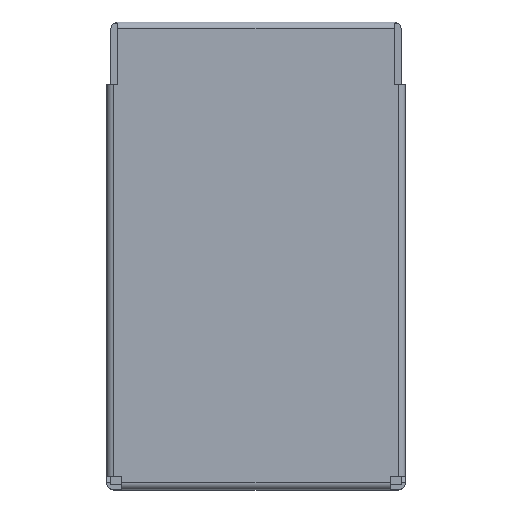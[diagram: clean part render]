
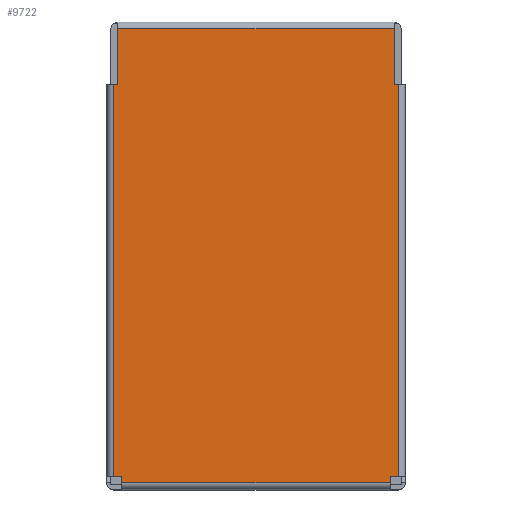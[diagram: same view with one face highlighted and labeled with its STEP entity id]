
A CAD part, top view. The second image highlights one B-rep face of the part: STEP entity #9722.
In plain terms, the highlighted planar face has unit normal (0, 0, 1).
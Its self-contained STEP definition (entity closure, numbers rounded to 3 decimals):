
#184=DIRECTION('',(1.,0.,0.));
#185=VECTOR('',#184,15.02);
#186=CARTESIAN_POINT('',(0.14,24.777,12.944));
#187=LINE('',#186,#185);
#188=DIRECTION('',(0.,-1.,0.));
#189=VECTOR('',#188,0.34);
#190=CARTESIAN_POINT('',(14.93,0.457,12.944));
#191=LINE('',#190,#189);
#214=DIRECTION('',(1.,0.,0.));
#215=VECTOR('',#214,0.45);
#216=CARTESIAN_POINT('',(14.93,0.457,12.944));
#217=LINE('',#216,#215);
#2355=DIRECTION('',(0.,1.,0.));
#2356=VECTOR('',#2355,3.015);
#2357=CARTESIAN_POINT('',(15.16,21.762,12.944));
#2358=LINE('',#2357,#2356);
#5068=DIRECTION('',(-1.,0.,0.));
#5069=VECTOR('',#5068,0.22);
#5070=CARTESIAN_POINT('',(15.38,21.762,12.944));
#5071=LINE('',#5070,#5069);
#5116=DIRECTION('',(0.,1.,0.));
#5117=VECTOR('',#5116,21.305);
#5118=CARTESIAN_POINT('',(15.38,0.457,12.944));
#5119=LINE('',#5118,#5117);
#6430=DIRECTION('',(1.,0.,0.));
#6431=VECTOR('',#6430,14.56);
#6432=CARTESIAN_POINT('',(0.37,0.117,12.944));
#6433=LINE('',#6432,#6431);
#6447=DIRECTION('',(0.,-1.,0.));
#6448=VECTOR('',#6447,0.34);
#6449=CARTESIAN_POINT('',(0.37,0.457,12.944));
#6450=LINE('',#6449,#6448);
#6481=DIRECTION('',(1.,0.,0.));
#6482=VECTOR('',#6481,0.45);
#6483=CARTESIAN_POINT('',(-0.08,0.457,12.944));
#6484=LINE('',#6483,#6482);
#6505=DIRECTION('',(-1.,0.,0.));
#6506=VECTOR('',#6505,0.22);
#6507=CARTESIAN_POINT('',(0.14,21.762,12.944));
#6508=LINE('',#6507,#6506);
#6559=DIRECTION('',(0.,-1.,0.));
#6560=VECTOR('',#6559,3.015);
#6561=CARTESIAN_POINT('',(0.14,24.777,12.944));
#6562=LINE('',#6561,#6560);
#6567=DIRECTION('',(0.,-1.,0.));
#6568=VECTOR('',#6567,21.305);
#6569=CARTESIAN_POINT('',(-0.08,21.762,12.944));
#6570=LINE('',#6569,#6568);
#7520=CARTESIAN_POINT('',(0.37,0.457,12.944));
#7521=CARTESIAN_POINT('',(0.37,0.117,12.944));
#7522=VERTEX_POINT('',#7520);
#7523=VERTEX_POINT('',#7521);
#7524=CARTESIAN_POINT('',(-0.08,0.457,12.944));
#7525=VERTEX_POINT('',#7524);
#7526=CARTESIAN_POINT('',(-0.08,21.762,12.944));
#7527=VERTEX_POINT('',#7526);
#7528=CARTESIAN_POINT('',(0.14,21.762,12.944));
#7529=VERTEX_POINT('',#7528);
#7530=CARTESIAN_POINT('',(0.14,24.777,12.944));
#7531=VERTEX_POINT('',#7530);
#7532=CARTESIAN_POINT('',(15.16,21.762,12.944));
#7533=CARTESIAN_POINT('',(15.16,24.777,12.944));
#7534=VERTEX_POINT('',#7532);
#7535=VERTEX_POINT('',#7533);
#7536=CARTESIAN_POINT('',(15.38,21.762,12.944));
#7537=VERTEX_POINT('',#7536);
#7538=CARTESIAN_POINT('',(15.38,0.457,12.944));
#7539=VERTEX_POINT('',#7538);
#7540=CARTESIAN_POINT('',(14.93,0.457,12.944));
#7541=VERTEX_POINT('',#7540);
#7542=CARTESIAN_POINT('',(14.93,0.117,12.944));
#7543=VERTEX_POINT('',#7542);
#9691=CARTESIAN_POINT('',(7.65,13.125,12.944));
#9692=DIRECTION('',(0.,0.,1.));
#9693=DIRECTION('',(0.,1.,0.));
#9694=AXIS2_PLACEMENT_3D('',#9691,#9692,#9693);
#9695=PLANE('',#9694);
#9697=ORIENTED_EDGE('',*,*,#9696,.T.);
#9699=ORIENTED_EDGE('',*,*,#9698,.F.);
#9701=ORIENTED_EDGE('',*,*,#9700,.F.);
#9703=ORIENTED_EDGE('',*,*,#9702,.F.);
#9705=ORIENTED_EDGE('',*,*,#9704,.F.);
#9707=ORIENTED_EDGE('',*,*,#9706,.T.);
#9709=ORIENTED_EDGE('',*,*,#9708,.F.);
#9711=ORIENTED_EDGE('',*,*,#9710,.F.);
#9713=ORIENTED_EDGE('',*,*,#9712,.F.);
#9715=ORIENTED_EDGE('',*,*,#9714,.F.);
#9717=ORIENTED_EDGE('',*,*,#9716,.F.);
#9719=ORIENTED_EDGE('',*,*,#9718,.F.);
#9720=EDGE_LOOP('',(#9697,#9699,#9701,#9703,#9705,#9707,#9709,#9711,#9713,#9715,
#9717,#9719));
#9721=FACE_OUTER_BOUND('',#9720,.F.);
#9722=ADVANCED_FACE('',(#9721),#9695,.T.);
#9696=EDGE_CURVE('',#7531,#7535,#187,.T.);
#9698=EDGE_CURVE('',#7534,#7535,#2358,.T.);
#9700=EDGE_CURVE('',#7537,#7534,#5071,.T.);
#9702=EDGE_CURVE('',#7539,#7537,#5119,.T.);
#9704=EDGE_CURVE('',#7541,#7539,#217,.T.);
#9706=EDGE_CURVE('',#7541,#7543,#191,.T.);
#9708=EDGE_CURVE('',#7523,#7543,#6433,.T.);
#9710=EDGE_CURVE('',#7522,#7523,#6450,.T.);
#9712=EDGE_CURVE('',#7525,#7522,#6484,.T.);
#9714=EDGE_CURVE('',#7527,#7525,#6570,.T.);
#9716=EDGE_CURVE('',#7529,#7527,#6508,.T.);
#9718=EDGE_CURVE('',#7531,#7529,#6562,.T.);
